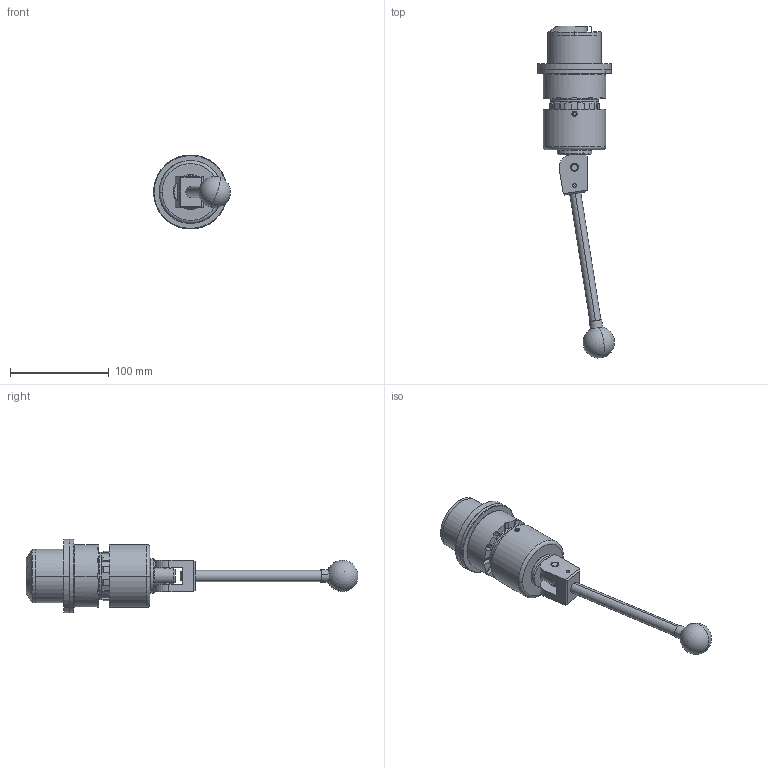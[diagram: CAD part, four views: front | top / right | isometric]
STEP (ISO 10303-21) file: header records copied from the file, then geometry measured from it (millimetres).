
FILE_DESCRIPTION (( 'STEP AP214' ), '1' );
FILE_NAME ('CTSC-003938.STEP', '2025-06-26T15:59:59', ( '' ), ( '' ), 'SwSTEP 2.0', 'SolidWorks 2023', '' );
FILE_SCHEMA (( 'AUTOMOTIVE_DESIGN' ));
Length unit declared in the file: inch
Products named in the file (1): CTSC-003938
Bounding box: 77.76 x 335.59 x 74.75 mm (x, y, z)
Volume: 394540.3 mm3; surface area: 84324.3 mm2
Topology: 9 solids, 10 shells, 355 faces, 908 edges, 575 vertices
Faces by surface type: plane 153, cylinder 126, cone 55, torus 16, bspline 3, sphere 2
Entity records: 16645 total; most frequent: CARTESIAN_POINT 3653, ORIENTED_EDGE 1782, DIRECTION 1769, EDGE_CURVE 891, AXIS2_PLACEMENT_3D 680, VERTEX_POINT 568, VECTOR 409, LINE 409
